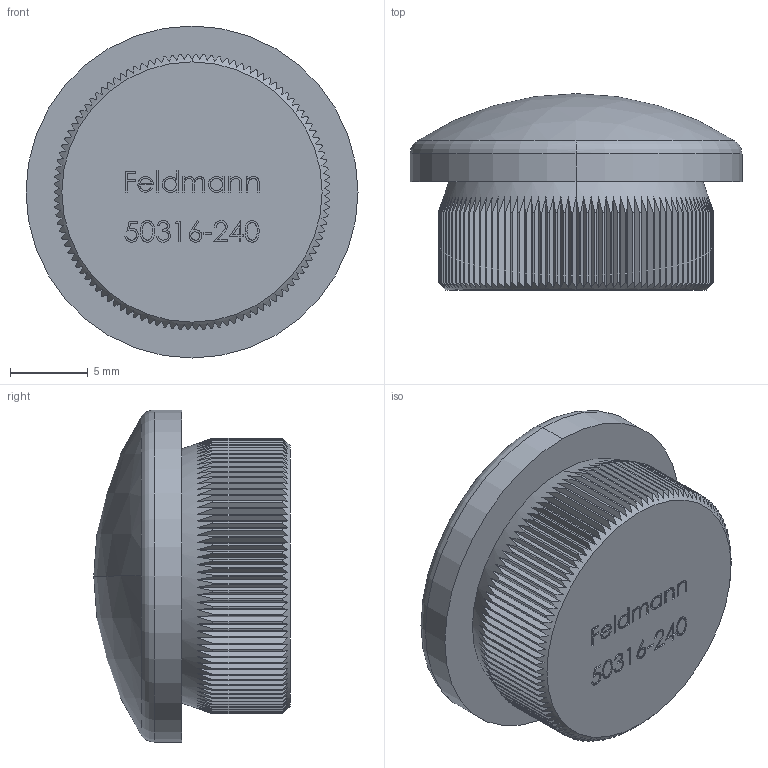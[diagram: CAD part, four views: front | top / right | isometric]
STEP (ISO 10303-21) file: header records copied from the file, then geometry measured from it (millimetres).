
FILE_DESCRIPTION (( 'STEP AP203' ), '1' );
FILE_NAME ('50306-240.step', '2018-10-25T11:49:05', ( '' ), ( '' ), 'SwSTEP 2.0', 'SolidWorks 2015', '' );
FILE_SCHEMA (( 'CONFIG_CONTROL_DESIGN' ));
Length unit declared in the file: millimetre
Products named in the file (1): 50306-240
Bounding box: 21.3 x 12.6 x 21.3 mm (x, y, z)
Volume: 3060.5 mm3; surface area: 1537.2 mm2
Topology: 1 solids, 1 shells, 564 faces, 1606 edges, 1069 vertices
Faces by surface type: plane 341, cylinder 112, bspline 103, cone 4, torus 2, sphere 2
Entity records: 24469 total; most frequent: CARTESIAN_POINT 11047, ORIENTED_EDGE 3212, DIRECTION 2120, EDGE_CURVE 1606, VERTEX_POINT 1069, LINE 724, VECTOR 724, AXIS2_PLACEMENT_3D 698
